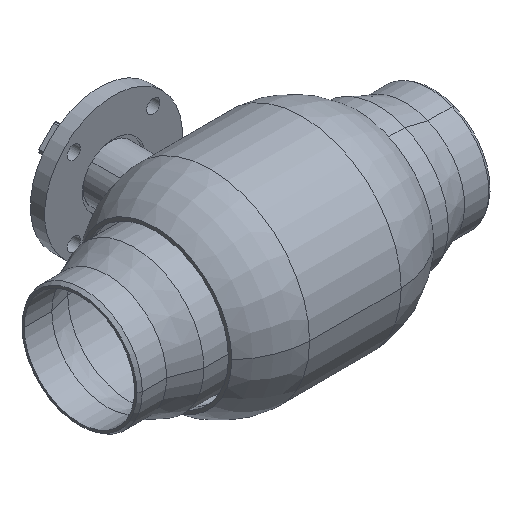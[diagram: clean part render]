
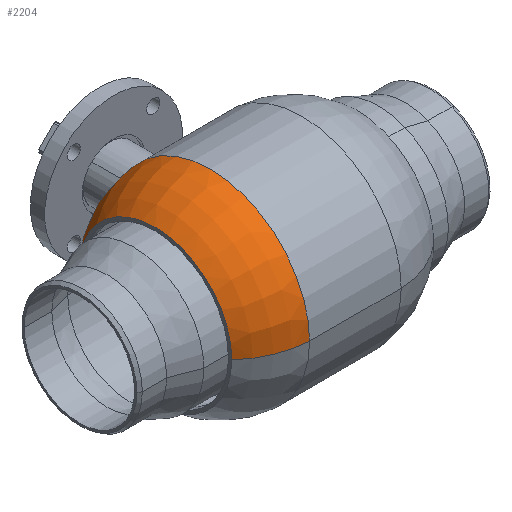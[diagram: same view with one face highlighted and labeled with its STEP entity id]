
A CAD part, isometric view. The second image highlights one B-rep face of the part: STEP entity #2204.
In plain terms, the highlighted toroidal (fillet/blend) face has major radius 9.151 mm and minor radius 80.945 mm.
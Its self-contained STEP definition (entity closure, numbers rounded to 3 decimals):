
#54 = ORIENTED_EDGE ( 'NONE', *, *, #4027, .T. ) ;
#107 = DIRECTION ( 'NONE',  ( 0., -1., 0. ) ) ;
#175 = DIRECTION ( 'NONE',  ( 0., -1., 0. ) ) ;
#189 = AXIS2_PLACEMENT_3D ( 'NONE', #2496, #2469, #175 ) ;
#254 = CARTESIAN_POINT ( 'NONE',  ( -37.555, 0., 0. ) ) ;
#320 = EDGE_LOOP ( 'NONE', ( #409, #54, #3647, #2420 ) ) ;
#409 = ORIENTED_EDGE ( 'NONE', *, *, #613, .T. ) ;
#485 = VERTEX_POINT ( 'NONE', #705 ) ;
#487 = CARTESIAN_POINT ( 'NONE',  ( -91.5, 0., 0. ) ) ;
#613 = EDGE_CURVE ( 'NONE', #3312, #1183, #5040, .T. ) ;
#693 = CARTESIAN_POINT ( 'NONE',  ( -91.5, 69.5, 0. ) ) ;
#705 = CARTESIAN_POINT ( 'NONE',  ( -91.5, -69.5, 0. ) ) ;
#751 = EDGE_CURVE ( 'NONE', #485, #1727, #3624, .T. ) ;
#953 = DIRECTION ( 'NONE',  ( 0., 0., -1. ) ) ;
#1102 = AXIS2_PLACEMENT_3D ( 'NONE', #254, #1848, #3411 ) ;
#1183 = VERTEX_POINT ( 'NONE', #2881 ) ;
#1370 = EDGE_CURVE ( 'NONE', #3312, #485, #3434, .T. ) ;
#1469 = CARTESIAN_POINT ( 'NONE',  ( -41.5, 0., 0. ) ) ;
#1727 = VERTEX_POINT ( 'NONE', #693 ) ;
#1813 = DIRECTION ( 'NONE',  ( 0., -1., 0. ) ) ;
#1848 = DIRECTION ( 'NONE',  ( -1., 0., 0. ) ) ;
#2066 = DIRECTION ( 'NONE',  ( -1., 0., 0. ) ) ;
#2201 = DIRECTION ( 'NONE',  ( -1., 0., 0. ) ) ;
#2204 = ADVANCED_FACE ( 'NONE', ( #2953 ), #3335, .T. ) ;
#2318 = AXIS2_PLACEMENT_3D ( 'NONE', #1469, #2201, #1813 ) ;
#2420 = ORIENTED_EDGE ( 'NONE', *, *, #1370, .F. ) ;
#2449 = AXIS2_PLACEMENT_3D ( 'NONE', #2532, #953, #4560 ) ;
#2469 = DIRECTION ( 'NONE',  ( 0., 0., 1. ) ) ;
#2496 = CARTESIAN_POINT ( 'NONE',  ( -37.555, 9.151, 0. ) ) ;
#2532 = CARTESIAN_POINT ( 'NONE',  ( -37.555, -9.151, 0. ) ) ;
#2881 = CARTESIAN_POINT ( 'NONE',  ( -41.5, 90., 0. ) ) ;
#2953 = FACE_OUTER_BOUND ( 'NONE', #320, .T. ) ;
#3312 = VERTEX_POINT ( 'NONE', #5014 ) ;
#3335 = TOROIDAL_SURFACE ( 'NONE', #1102, 9.151, 80.945 ) ;
#3411 = DIRECTION ( 'NONE',  ( 0., -1., 0. ) ) ;
#3434 = CIRCLE ( 'NONE', #2449, 80.945 ) ;
#3472 = CIRCLE ( 'NONE', #189, 80.945 ) ;
#3624 = CIRCLE ( 'NONE', #4201, 69.5 ) ;
#3647 = ORIENTED_EDGE ( 'NONE', *, *, #751, .F. ) ;
#4027 = EDGE_CURVE ( 'NONE', #1183, #1727, #3472, .T. ) ;
#4201 = AXIS2_PLACEMENT_3D ( 'NONE', #487, #2066, #107 ) ;
#4560 = DIRECTION ( 'NONE',  ( -1., 0., 0. ) ) ;
#5014 = CARTESIAN_POINT ( 'NONE',  ( -41.5, -90., 0. ) ) ;
#5040 = CIRCLE ( 'NONE', #2318, 90. ) ;
